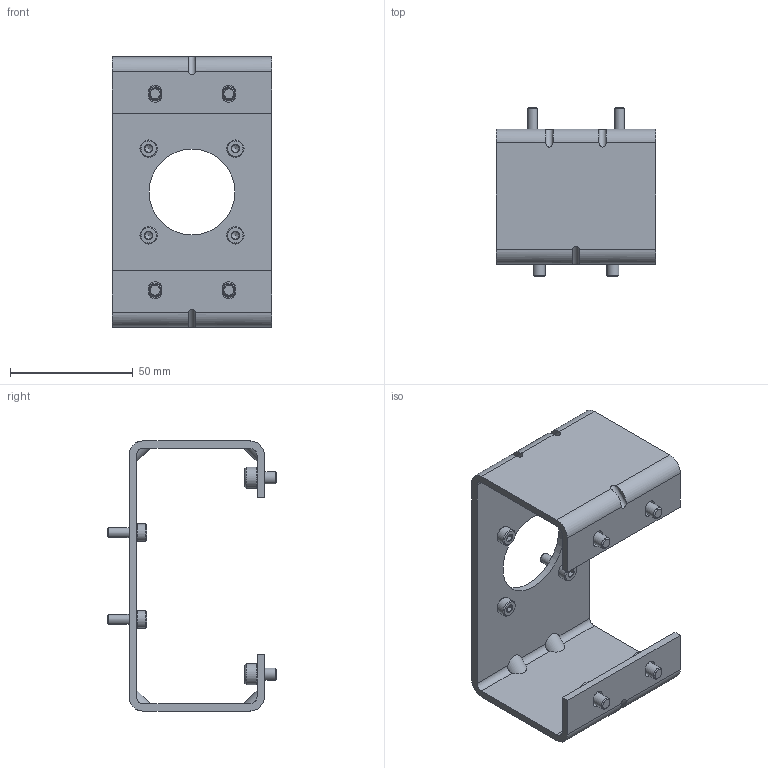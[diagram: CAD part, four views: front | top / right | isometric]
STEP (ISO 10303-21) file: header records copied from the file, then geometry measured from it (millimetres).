
FILE_DESCRIPTION(/* description */ ('STEP AP214'),/* implementation_level */ '2;1');
FILE_NAME(/* name */ '2197136_DARQ-K-P-A1-F05-30-R1',/* time_stamp */ '2024-08-14T15:50:53+02:00',/* author */ ('License CC BY-ND 4.0'),/* organization */ ('CADENAS'),/* preprocessor_version */ 'ST-DEVELOPER v19.3',/* originating_system */ 'PARTsolutions',/* authorisation */ ' ');
FILE_SCHEMA (('AUTOMOTIVE_DESIGN {1 0 10303 214 3 1 1}'));
Length unit declared in the file: millimetre
Products named in the file (4): 2197136 DARQ-K-P-A1-F05-30-R1; 2197136 DARQ-K-P-A1-F05-30-R1---(B); ISO-4762 M5x8; ISO-4762 M4x12
Assembly tree (9 placements, depth 2):
  2197136 DARQ-K-P-A1-F05-30-R1
    2197136 DARQ-K-P-A1-F05-30-R1---(B)
    ISO-4762 M5x8  x4
    ISO-4762 M4x12  x4
Bounding box: 65 x 69 x 110 mm (x, y, z)
Volume: 47531.4 mm3; surface area: 35341.7 mm2
Topology: 9 solids, 9 shells, 303 faces, 756 edges, 479 vertices
Faces by surface type: plane 154, cone 88, cylinder 61
Full cylindrical faces by diameter (mm): 4 x4, 4.5 x4, 5 x4, 7 x4, 8.5 x4, 35 x1
Entity records: 4347 total; most frequent: CARTESIAN_POINT 883, DIRECTION 698, ORIENTED_EDGE 676, EDGE_CURVE 338, AXIS2_PLACEMENT_3D 263, VERTEX_POINT 232, FACE_BOUND 176, EDGE_LOOP 174
